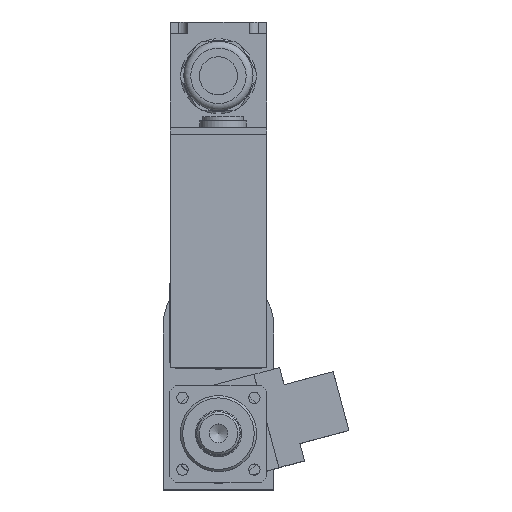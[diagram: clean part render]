
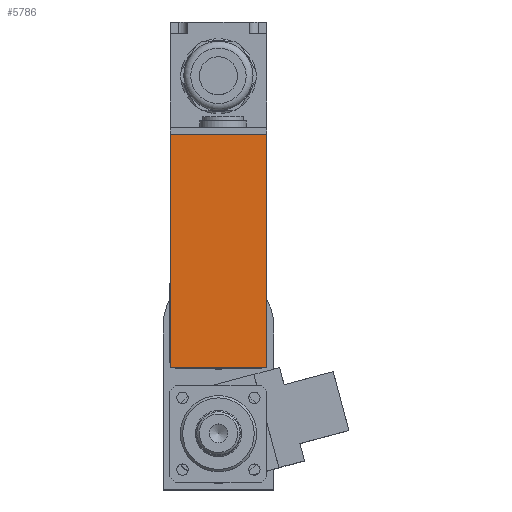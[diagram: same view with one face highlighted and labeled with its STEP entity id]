
A CAD part, top view. The second image highlights one B-rep face of the part: STEP entity #5786.
In plain terms, the highlighted planar face has unit normal (0, 0, 1).
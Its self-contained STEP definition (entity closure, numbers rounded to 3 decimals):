
#5335=CARTESIAN_POINT('',(-20.85,-70.6,364.5));
#5336=VERTEX_POINT('',#5335);
#5337=CARTESIAN_POINT('',(-20.85,30.4,364.5));
#5338=VERTEX_POINT('',#5337);
#5339=CARTESIAN_POINT('',(-20.85,-70.6,364.5));
#5340=DIRECTION('',(0.0,1.0,0.0));
#5341=VECTOR('',#5340,101.);
#5342=LINE('',#5339,#5341);
#5343=EDGE_CURVE('',#5336,#5338,#5342,.T.);
#5536=CARTESIAN_POINT('',(20.85,30.4,364.5));
#5537=VERTEX_POINT('',#5536);
#5538=CARTESIAN_POINT('',(-20.85,30.4,364.5));
#5539=DIRECTION('',(1.0,0.0,0.0));
#5540=VECTOR('',#5539,41.7);
#5541=LINE('',#5538,#5540);
#5542=EDGE_CURVE('',#5338,#5537,#5541,.T.);
#5567=CARTESIAN_POINT('',(20.85,-70.6,364.5));
#5568=VERTEX_POINT('',#5567);
#5569=CARTESIAN_POINT('',(20.85,30.4,364.5));
#5570=DIRECTION('',(0.0,-1.0,0.0));
#5571=VECTOR('',#5570,101.);
#5572=LINE('',#5569,#5571);
#5573=EDGE_CURVE('',#5537,#5568,#5572,.T.);
#5761=CARTESIAN_POINT('',(20.85,-70.6,364.5));
#5762=DIRECTION('',(-1.0,0.0,0.0));
#5763=VECTOR('',#5762,41.7);
#5764=LINE('',#5761,#5763);
#5765=EDGE_CURVE('',#5568,#5336,#5764,.T.);
#5775=CARTESIAN_POINT('',(0.0,-20.1,364.5));
#5776=DIRECTION('',(0.0,0.0,1.0));
#5777=DIRECTION('',(1.0,0.0,0.0));
#5778=AXIS2_PLACEMENT_3D('',#5775,#5776,#5777);
#5779=PLANE('',#5778);
#5780=ORIENTED_EDGE('',*,*,#5343,.F.);
#5781=ORIENTED_EDGE('',*,*,#5765,.F.);
#5782=ORIENTED_EDGE('',*,*,#5573,.F.);
#5783=ORIENTED_EDGE('',*,*,#5542,.F.);
#5784=EDGE_LOOP('',(#5780,#5781,#5782,#5783));
#5785=FACE_OUTER_BOUND('',#5784,.T.);
#5786=ADVANCED_FACE('',(#5785),#5779,.T.);
